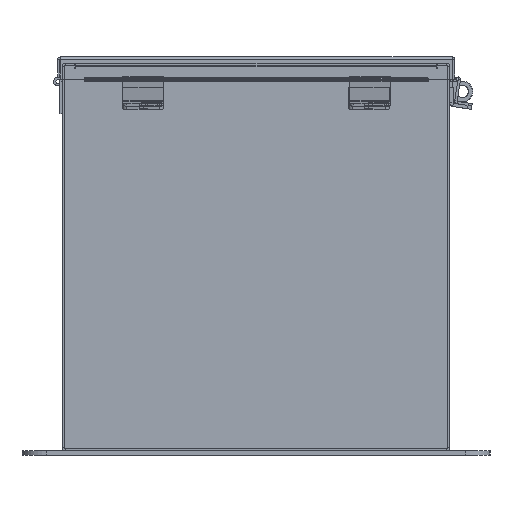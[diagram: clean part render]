
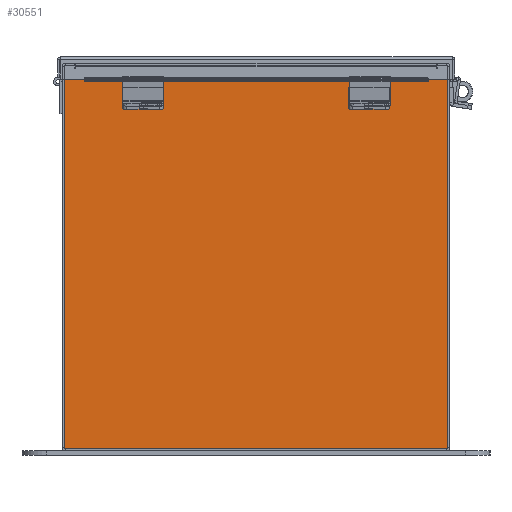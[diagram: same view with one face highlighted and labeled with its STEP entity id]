
A CAD part, front view. The second image highlights one B-rep face of the part: STEP entity #30551.
In plain terms, the highlighted face is planar.
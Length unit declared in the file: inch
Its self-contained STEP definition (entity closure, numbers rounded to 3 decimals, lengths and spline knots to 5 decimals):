
#2 = VERTEX_POINT ( 'NONE', #20668 ) ;
#66 = CARTESIAN_POINT ( 'NONE',  ( -5.5823, 0., 0. ) ) ;
#252 = EDGE_CURVE ( 'NONE', #347, #39589, #13422, .T. ) ;
#347 = VERTEX_POINT ( 'NONE', #37364 ) ;
#709 = VECTOR ( 'NONE', #8685, 39.37008 ) ;
#898 = VECTOR ( 'NONE', #4085, 39.37008 ) ;
#1850 = AXIS2_PLACEMENT_3D ( 'NONE', #32583, #9133, #36541 ) ;
#1917 = CARTESIAN_POINT ( 'NONE',  ( 5.61965, 0., 0. ) ) ;
#2447 = DIRECTION ( 'NONE',  ( 0., 1., 0. ) ) ;
#3442 = CARTESIAN_POINT ( 'NONE',  ( -5.9253, 0., 5.9253 ) ) ;
#3786 = VECTOR ( 'NONE', #3841, 39.37008 ) ;
#3841 = DIRECTION ( 'NONE',  ( 1., 0., 0. ) ) ;
#4085 = DIRECTION ( 'NONE',  ( 0., 0., -1. ) ) ;
#4446 = AXIS2_PLACEMENT_3D ( 'NONE', #25926, #2447, #29844 ) ;
#4461 = EDGE_CURVE ( 'NONE', #2, #22841, #30820, .T. ) ;
#4742 = EDGE_CURVE ( 'NONE', #49066, #38101, #8095, .T. ) ;
#4842 = DIRECTION ( 'NONE',  ( 1., 0., 0. ) ) ;
#5527 = CARTESIAN_POINT ( 'NONE',  ( -5.61965, 0., 5.9253 ) ) ;
#8095 = LINE ( 'NONE', #3442, #27683 ) ;
#8534 = CIRCLE ( 'NONE', #1850, 0.01868 ) ;
#8685 = DIRECTION ( 'NONE',  ( -1., 0., 0. ) ) ;
#8929 = ORIENTED_EDGE ( 'NONE', *, *, #38752, .T. ) ;
#8968 = DIRECTION ( 'NONE',  ( 0., 0., -1. ) ) ;
#9133 = DIRECTION ( 'NONE',  ( 0., 1., 0. ) ) ;
#9448 = CARTESIAN_POINT ( 'NONE',  ( -5.9253, 0., -5.9253 ) ) ;
#9473 = ORIENTED_EDGE ( 'NONE', *, *, #21003, .F. ) ;
#10075 = EDGE_LOOP ( 'NONE', ( #41304, #10224, #9473, #8929, #44725, #41250, #44578, #37471, #18125, #31388, #24523, #22621 ) ) ;
#10224 = ORIENTED_EDGE ( 'NONE', *, *, #14794, .F. ) ;
#10803 = DIRECTION ( 'NONE',  ( 0., 0., 1. ) ) ;
#10862 = PLANE ( 'NONE',  #38602 ) ;
#11184 = LINE ( 'NONE', #12475, #709 ) ;
#11509 = EDGE_CURVE ( 'NONE', #347, #25142, #21450, .T. ) ;
#12266 = DIRECTION ( 'NONE',  ( 1., 0., 0. ) ) ;
#12475 = CARTESIAN_POINT ( 'NONE',  ( -5.9253, 0., -5.9253 ) ) ;
#13195 = EDGE_CURVE ( 'NONE', #25142, #16063, #38506, .T. ) ;
#13422 = LINE ( 'NONE', #1917, #43541 ) ;
#13536 = CARTESIAN_POINT ( 'NONE',  ( 5.61965, 0., 5.87495 ) ) ;
#14784 = CARTESIAN_POINT ( 'NONE',  ( 0., 0., 0. ) ) ;
#14794 = EDGE_CURVE ( 'NONE', #34161, #30541, #8534, .T. ) ;
#15079 = DIRECTION ( 'NONE',  ( 0., 0., 1. ) ) ;
#15469 = CARTESIAN_POINT ( 'NONE',  ( -5.9253, 0., 5.9253 ) ) ;
#16063 = VERTEX_POINT ( 'NONE', #36364 ) ;
#16188 = CIRCLE ( 'NONE', #4446, 0.01868 ) ;
#16640 = CARTESIAN_POINT ( 'NONE',  ( -5.9253, 0., 5.9253 ) ) ;
#17016 = CARTESIAN_POINT ( 'NONE',  ( 5.5823, 0., 0. ) ) ;
#17429 = CARTESIAN_POINT ( 'NONE',  ( -5.5823, 0., 5.87495 ) ) ;
#18125 = ORIENTED_EDGE ( 'NONE', *, *, #13195, .T. ) ;
#18765 = DIRECTION ( 'NONE',  ( 0., -1., 0. ) ) ;
#20668 = CARTESIAN_POINT ( 'NONE',  ( 5.5823, 0., 5.87495 ) ) ;
#21003 = EDGE_CURVE ( 'NONE', #26255, #34161, #42709, .T. ) ;
#21450 = LINE ( 'NONE', #16640, #22674 ) ;
#21847 = CARTESIAN_POINT ( 'NONE',  ( 5.9253, 0., 5.9253 ) ) ;
#22621 = ORIENTED_EDGE ( 'NONE', *, *, #41141, .T. ) ;
#22674 = VECTOR ( 'NONE', #4842, 39.37008 ) ;
#22841 = VERTEX_POINT ( 'NONE', #28508 ) ;
#24523 = ORIENTED_EDGE ( 'NONE', *, *, #4742, .T. ) ;
#25142 = VERTEX_POINT ( 'NONE', #33853 ) ;
#25926 = CARTESIAN_POINT ( 'NONE',  ( 5.60097, 0., 5.87495 ) ) ;
#26077 = VERTEX_POINT ( 'NONE', #5527 ) ;
#26255 = VERTEX_POINT ( 'NONE', #48442 ) ;
#26511 = VECTOR ( 'NONE', #15079, 39.37008 ) ;
#27683 = VECTOR ( 'NONE', #10803, 39.37008 ) ;
#28026 = VECTOR ( 'NONE', #33797, 39.37008 ) ;
#28508 = CARTESIAN_POINT ( 'NONE',  ( 5.5823, 0., 5.9123 ) ) ;
#29272 = LINE ( 'NONE', #31786, #38525 ) ;
#29844 = DIRECTION ( 'NONE',  ( 0., 0., -1. ) ) ;
#30464 = EDGE_CURVE ( 'NONE', #39589, #2, #16188, .T. ) ;
#30541 = VERTEX_POINT ( 'NONE', #37942 ) ;
#30551 = ADVANCED_FACE ( 'NONE', ( #32093 ), #10862, .F. ) ;
#30820 = LINE ( 'NONE', #17016, #50575 ) ;
#31388 = ORIENTED_EDGE ( 'NONE', *, *, #32177, .T. ) ;
#31786 = CARTESIAN_POINT ( 'NONE',  ( -5.5823, 0., 5.9123 ) ) ;
#32093 = FACE_OUTER_BOUND ( 'NONE', #10075, .T. ) ;
#32177 = EDGE_CURVE ( 'NONE', #16063, #49066, #11184, .T. ) ;
#32583 = CARTESIAN_POINT ( 'NONE',  ( -5.60098, 0., 5.87495 ) ) ;
#33797 = DIRECTION ( 'NONE',  ( 0., 0., -1. ) ) ;
#33853 = CARTESIAN_POINT ( 'NONE',  ( 5.9253, 0., 5.9253 ) ) ;
#34161 = VERTEX_POINT ( 'NONE', #17429 ) ;
#34613 = CARTESIAN_POINT ( 'NONE',  ( -5.61965, 0., 0. ) ) ;
#35053 = LINE ( 'NONE', #15469, #3786 ) ;
#36364 = CARTESIAN_POINT ( 'NONE',  ( 5.9253, 0., -5.9253 ) ) ;
#36541 = DIRECTION ( 'NONE',  ( 0., 0., -1. ) ) ;
#37364 = CARTESIAN_POINT ( 'NONE',  ( 5.61965, 0., 5.9253 ) ) ;
#37471 = ORIENTED_EDGE ( 'NONE', *, *, #11509, .T. ) ;
#37942 = CARTESIAN_POINT ( 'NONE',  ( -5.61965, 0., 5.87495 ) ) ;
#38101 = VERTEX_POINT ( 'NONE', #38714 ) ;
#38188 = LINE ( 'NONE', #34613, #26511 ) ;
#38506 = LINE ( 'NONE', #21847, #28026 ) ;
#38525 = VECTOR ( 'NONE', #12266, 39.37008 ) ;
#38602 = AXIS2_PLACEMENT_3D ( 'NONE', #14784, #18765, #46231 ) ;
#38714 = CARTESIAN_POINT ( 'NONE',  ( -5.9253, 0., 5.9253 ) ) ;
#38752 = EDGE_CURVE ( 'NONE', #26255, #22841, #29272, .T. ) ;
#39589 = VERTEX_POINT ( 'NONE', #13536 ) ;
#41141 = EDGE_CURVE ( 'NONE', #38101, #26077, #35053, .T. ) ;
#41250 = ORIENTED_EDGE ( 'NONE', *, *, #30464, .F. ) ;
#41304 = ORIENTED_EDGE ( 'NONE', *, *, #47578, .F. ) ;
#42709 = LINE ( 'NONE', #66, #898 ) ;
#43541 = VECTOR ( 'NONE', #8968, 39.37008 ) ;
#44578 = ORIENTED_EDGE ( 'NONE', *, *, #252, .F. ) ;
#44725 = ORIENTED_EDGE ( 'NONE', *, *, #4461, .F. ) ;
#46231 = DIRECTION ( 'NONE',  ( 0., 0., -1. ) ) ;
#47578 = EDGE_CURVE ( 'NONE', #30541, #26077, #38188, .T. ) ;
#48442 = CARTESIAN_POINT ( 'NONE',  ( -5.5823, 0., 5.9123 ) ) ;
#49066 = VERTEX_POINT ( 'NONE', #9448 ) ;
#50492 = DIRECTION ( 'NONE',  ( 0., 0., 1. ) ) ;
#50575 = VECTOR ( 'NONE', #50492, 39.37008 ) ;
